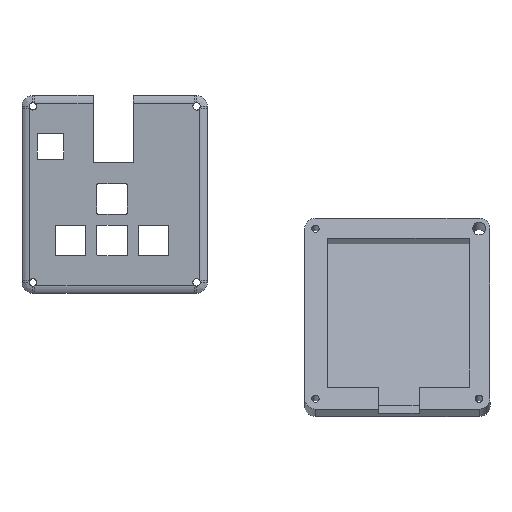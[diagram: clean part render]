
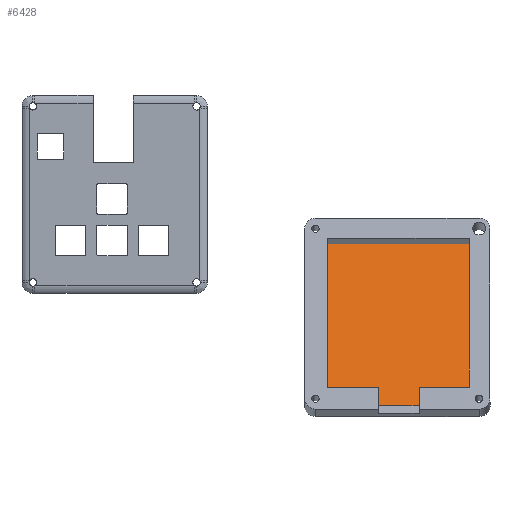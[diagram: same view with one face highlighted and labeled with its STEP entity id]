
A CAD part, top view. The second image highlights one B-rep face of the part: STEP entity #6428.
In plain terms, the highlighted face is planar.
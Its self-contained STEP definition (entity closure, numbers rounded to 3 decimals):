
#297=PLANE('',#6649);
#602=FACE_OUTER_BOUND('',#977,.T.);
#977=EDGE_LOOP('',(#5571,#5572,#5573,#5574,#5575,#5576,#5577,#5578));
#1235=LINE('',#10125,#1730);
#1251=LINE('',#10166,#1746);
#1254=LINE('',#10172,#1749);
#1257=LINE('',#10178,#1752);
#1260=LINE('',#10184,#1755);
#1261=LINE('',#10186,#1756);
#1442=LINE('',#12701,#1937);
#1443=LINE('',#12704,#1938);
#1730=VECTOR('',#7063,10.);
#1746=VECTOR('',#7097,10.);
#1749=VECTOR('',#7102,10.);
#1752=VECTOR('',#7107,10.);
#1755=VECTOR('',#7112,10.);
#1756=VECTOR('',#7115,10.);
#1937=VECTOR('',#7398,10.);
#1938=VECTOR('',#7403,10.);
#2677=VERTEX_POINT('',#10118);
#2680=VERTEX_POINT('',#10123);
#2693=VERTEX_POINT('',#10159);
#2696=VERTEX_POINT('',#10164);
#2697=VERTEX_POINT('',#10168);
#2699=VERTEX_POINT('',#10174);
#2701=VERTEX_POINT('',#10180);
#2950=VERTEX_POINT('',#12698);
#3439=EDGE_CURVE('',#2680,#2677,#1235,.T.);
#3459=EDGE_CURVE('',#2693,#2696,#1251,.T.);
#3462=EDGE_CURVE('',#2697,#2693,#1254,.T.);
#3465=EDGE_CURVE('',#2699,#2697,#1257,.T.);
#3468=EDGE_CURVE('',#2701,#2699,#1260,.T.);
#3469=EDGE_CURVE('',#2680,#2701,#1261,.T.);
#3846=EDGE_CURVE('',#2950,#2677,#1442,.T.);
#3847=EDGE_CURVE('',#2696,#2950,#1443,.T.);
#5571=ORIENTED_EDGE('',*,*,#3846,.T.);
#5572=ORIENTED_EDGE('',*,*,#3439,.F.);
#5573=ORIENTED_EDGE('',*,*,#3469,.T.);
#5574=ORIENTED_EDGE('',*,*,#3468,.T.);
#5575=ORIENTED_EDGE('',*,*,#3465,.T.);
#5576=ORIENTED_EDGE('',*,*,#3462,.T.);
#5577=ORIENTED_EDGE('',*,*,#3459,.T.);
#5578=ORIENTED_EDGE('',*,*,#3847,.T.);
#6428=ADVANCED_FACE('',(#602),#297,.T.);
#6649=AXIS2_PLACEMENT_3D('',#12705,#7404,#7405);
#7063=DIRECTION('',(1.,0.,0.));
#7097=DIRECTION('',(0.,1.,0.));
#7102=DIRECTION('',(1.,0.,0.));
#7107=DIRECTION('',(0.,-1.,0.));
#7112=DIRECTION('',(-1.,0.,0.));
#7115=DIRECTION('',(0.,-1.,0.));
#7398=DIRECTION('',(0.,1.,0.));
#7403=DIRECTION('',(-1.,0.,0.));
#7404=DIRECTION('center_axis',(0.,0.,1.));
#7405=DIRECTION('ref_axis',(1.,0.,0.));
#10118=CARTESIAN_POINT('',(-194.523,169.5,3.));
#10123=CARTESIAN_POINT('',(-213.023,169.5,3.));
#10125=CARTESIAN_POINT('',(-240.4,169.5,3.));
#10159=CARTESIAN_POINT('',(-170.873,91.583,3.));
#10164=CARTESIAN_POINT('',(-170.873,162.583,3.));
#10166=CARTESIAN_POINT('',(-170.873,49.333,3.));
#10168=CARTESIAN_POINT('',(-236.173,91.583,3.));
#10172=CARTESIAN_POINT('',(-219.848,91.583,3.));
#10174=CARTESIAN_POINT('',(-236.173,162.583,3.));
#10178=CARTESIAN_POINT('',(-236.173,84.833,3.));
#10180=CARTESIAN_POINT('',(-213.023,162.583,3.));
#10184=CARTESIAN_POINT('',(-208.273,162.583,3.));
#10186=CARTESIAN_POINT('',(-213.023,90.083,3.));
#12698=CARTESIAN_POINT('',(-194.523,162.583,3.));
#12701=CARTESIAN_POINT('',(-194.523,84.833,3.));
#12704=CARTESIAN_POINT('',(-187.198,162.583,3.));
#12705=CARTESIAN_POINT('Origin',(-203.523,7.083,3.));
